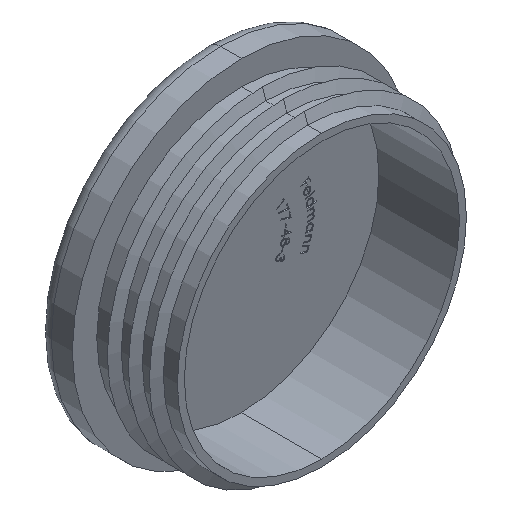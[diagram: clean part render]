
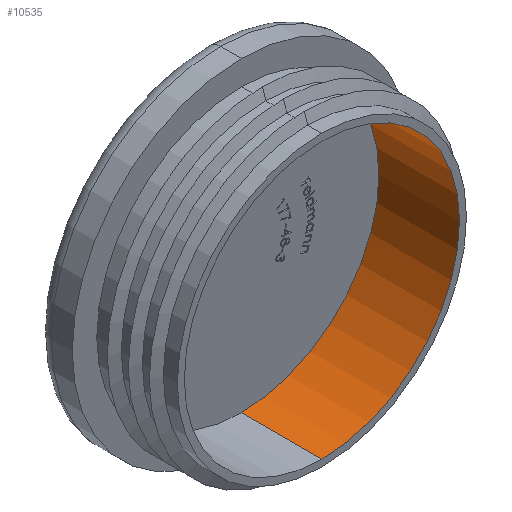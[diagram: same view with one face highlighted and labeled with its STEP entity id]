
A CAD part, isometric view. The second image highlights one B-rep face of the part: STEP entity #10535.
In plain terms, the highlighted cylindrical face has radius 19.65 mm (diameter 39.3 mm), a partial arc.
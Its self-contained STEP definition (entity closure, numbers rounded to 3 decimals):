
#378 = VERTEX_POINT ( 'NONE', #4962 ) ;
#484 = DIRECTION ( 'NONE',  ( 0., -1., 0. ) ) ;
#555 = CIRCLE ( 'NONE', #7092, 19.65 ) ;
#684 = CARTESIAN_POINT ( 'NONE',  ( 0., 0., 0. ) ) ;
#1009 = LINE ( 'NONE', #8255, #3053 ) ;
#1393 = AXIS2_PLACEMENT_3D ( 'NONE', #8456, #9234, #4397 ) ;
#1399 = CIRCLE ( 'NONE', #4492, 19.65 ) ;
#1519 = LINE ( 'NONE', #2156, #1812 ) ;
#1562 = DIRECTION ( 'NONE',  ( 0., 0., 1. ) ) ;
#1613 = ORIENTED_EDGE ( 'NONE', *, *, #6815, .F. ) ;
#1812 = VECTOR ( 'NONE', #2195, 1000. ) ;
#2156 = CARTESIAN_POINT ( 'NONE',  ( 0., -11.5, -19.65 ) ) ;
#2159 = EDGE_CURVE ( 'NONE', #8414, #378, #1519, .T. ) ;
#2195 = DIRECTION ( 'NONE',  ( 0., 1., 0. ) ) ;
#2711 = EDGE_LOOP ( 'NONE', ( #10445, #8919, #9441, #1613 ) ) ;
#3053 = VECTOR ( 'NONE', #5033, 1000. ) ;
#4397 = DIRECTION ( 'NONE',  ( 0., 0., 1. ) ) ;
#4492 = AXIS2_PLACEMENT_3D ( 'NONE', #5663, #484, #6499 ) ;
#4528 = CARTESIAN_POINT ( 'NONE',  ( 0., -11.5, -19.65 ) ) ;
#4925 = EDGE_CURVE ( 'NONE', #9742, #8936, #1009, .T. ) ;
#4962 = CARTESIAN_POINT ( 'NONE',  ( 0., 0., -19.65 ) ) ;
#5033 = DIRECTION ( 'NONE',  ( 0., 1., 0. ) ) ;
#5439 = FACE_OUTER_BOUND ( 'NONE', #2711, .T. ) ;
#5663 = CARTESIAN_POINT ( 'NONE',  ( 0., -11.5, 0. ) ) ;
#5739 = CARTESIAN_POINT ( 'NONE',  ( 0., -11.5, 19.65 ) ) ;
#6129 = EDGE_CURVE ( 'NONE', #8414, #9742, #1399, .T. ) ;
#6499 = DIRECTION ( 'NONE',  ( 0., 0., -1. ) ) ;
#6667 = DIRECTION ( 'NONE',  ( 0., -1., 0. ) ) ;
#6815 = EDGE_CURVE ( 'NONE', #378, #8936, #555, .T. ) ;
#7092 = AXIS2_PLACEMENT_3D ( 'NONE', #684, #6667, #1562 ) ;
#8255 = CARTESIAN_POINT ( 'NONE',  ( 0., -11.5, 19.65 ) ) ;
#8414 = VERTEX_POINT ( 'NONE', #4528 ) ;
#8456 = CARTESIAN_POINT ( 'NONE',  ( 0., -11.5, 0. ) ) ;
#8919 = ORIENTED_EDGE ( 'NONE', *, *, #6129, .T. ) ;
#8936 = VERTEX_POINT ( 'NONE', #9590 ) ;
#9234 = DIRECTION ( 'NONE',  ( 0., 1., 0. ) ) ;
#9413 = CYLINDRICAL_SURFACE ( 'NONE', #1393, 19.65 ) ;
#9441 = ORIENTED_EDGE ( 'NONE', *, *, #4925, .T. ) ;
#9590 = CARTESIAN_POINT ( 'NONE',  ( 0., 0., 19.65 ) ) ;
#9742 = VERTEX_POINT ( 'NONE', #5739 ) ;
#10445 = ORIENTED_EDGE ( 'NONE', *, *, #2159, .F. ) ;
#10535 = ADVANCED_FACE ( 'NONE', ( #5439 ), #9413, .F. ) ;
